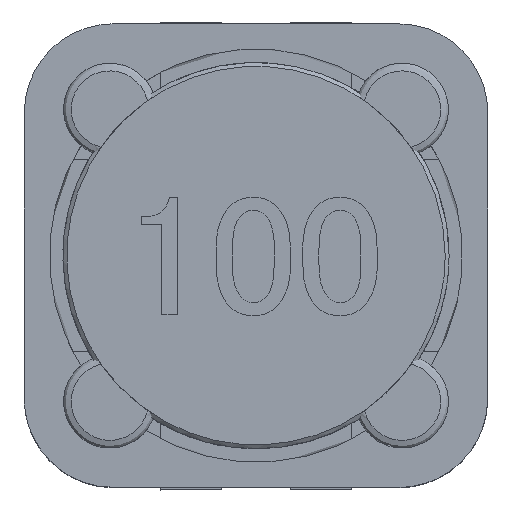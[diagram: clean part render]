
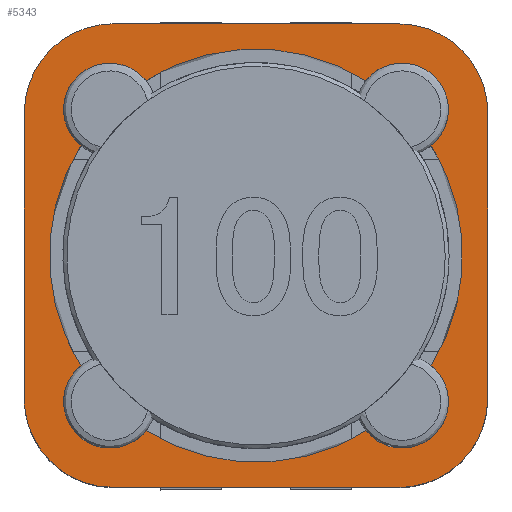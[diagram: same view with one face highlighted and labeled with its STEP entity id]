
A CAD part, top view. The second image highlights one B-rep face of the part: STEP entity #5343.
In plain terms, the highlighted free-form (B-spline) face has degree [1, 1] with [2, 2] control points.
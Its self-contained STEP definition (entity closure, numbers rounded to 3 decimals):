
#3102 = VERTEX_POINT('',#3103);
#3103 = CARTESIAN_POINT('',(-3.7,6.,
    6.));
#3108 = EDGE_CURVE('',#3102,#3109,#3111,.T.);
#3109 = VERTEX_POINT('',#3110);
#3110 = CARTESIAN_POINT('',(3.7,6.,6.
    ));
#3111 = B_SPLINE_CURVE_WITH_KNOTS('',1,(#3112,#3113),.UNSPECIFIED.,.F.,
  .F.,(2,2),(0.,0.718),.PIECEWISE_BEZIER_KNOTS.);
#3112 = CARTESIAN_POINT('',(-3.7,6.,
    6.));
#3113 = CARTESIAN_POINT('',(3.7,6.,6.
    ));
#3201 = VERTEX_POINT('',#3202);
#3202 = CARTESIAN_POINT('',(-4.531,2.845,
    6.));
#3207 = EDGE_CURVE('',#3208,#3201,#3210,.T.);
#3208 = VERTEX_POINT('',#3209);
#3209 = CARTESIAN_POINT('',(-2.845,4.531,
    6.));
#3210 = ( BOUNDED_CURVE() B_SPLINE_CURVE(2,(#3211,#3212,#3213,#3214,
#3215),.UNSPECIFIED.,.F.,.F.) B_SPLINE_CURVE_WITH_KNOTS((3,2,3),(0.,0.5,
1.),.PIECEWISE_BEZIER_KNOTS.) CURVE() GEOMETRIC_REPRESENTATION_ITEM() 
RATIONAL_B_SPLINE_CURVE((1.,0.666,1.,0.666,1.)) 
REPRESENTATION_ITEM('') );
#3211 = CARTESIAN_POINT('',(-2.845,4.531,6.
    ));
#3212 = CARTESIAN_POINT('',(-3.682,5.581,
    6.));
#3213 = CARTESIAN_POINT('',(-4.632,4.632,6.
    ));
#3214 = CARTESIAN_POINT('',(-5.581,3.682,
    6.));
#3215 = CARTESIAN_POINT('',(-4.531,2.845,
    6.));
#3385 = VERTEX_POINT('',#3386);
#3386 = CARTESIAN_POINT('',(-6.,-3.7,6.));
#3391 = EDGE_CURVE('',#3385,#3392,#3394,.T.);
#3392 = VERTEX_POINT('',#3393);
#3393 = CARTESIAN_POINT('',(-6.,3.7,6.));
#3394 = B_SPLINE_CURVE_WITH_KNOTS('',1,(#3395,#3396),.UNSPECIFIED.,.F.,
  .F.,(2,2),(0.,1.),.PIECEWISE_BEZIER_KNOTS.);
#3395 = CARTESIAN_POINT('',(-6.,-3.7,6.));
#3396 = CARTESIAN_POINT('',(-6.,3.7,6.));
#3775 = EDGE_CURVE('',#3776,#3208,#3778,.T.);
#3776 = VERTEX_POINT('',#3777);
#3777 = CARTESIAN_POINT('',(2.845,4.531,6.
    ));
#3778 = ( BOUNDED_CURVE() B_SPLINE_CURVE(2,(#3779,#3780,#3781),
.UNSPECIFIED.,.F.,.F.) B_SPLINE_CURVE_WITH_KNOTS((3,3),(0.,1.),
.PIECEWISE_BEZIER_KNOTS.) CURVE() GEOMETRIC_REPRESENTATION_ITEM() 
RATIONAL_B_SPLINE_CURVE((1.,0.847,1.)) REPRESENTATION_ITEM('') 
  );
#3779 = CARTESIAN_POINT('',(2.845,4.531,6.)
  );
#3780 = CARTESIAN_POINT('',(0.,6.317,
    6.));
#3781 = CARTESIAN_POINT('',(-2.845,4.531,6.
    ));
#3820 = VERTEX_POINT('',#3821);
#3821 = CARTESIAN_POINT('',(-4.531,-2.845,
    6.));
#3826 = EDGE_CURVE('',#3201,#3820,#3827,.T.);
#3827 = ( BOUNDED_CURVE() B_SPLINE_CURVE(2,(#3828,#3829,#3830),
.UNSPECIFIED.,.F.,.F.) B_SPLINE_CURVE_WITH_KNOTS((3,3),(0.,1.),
.PIECEWISE_BEZIER_KNOTS.) CURVE() GEOMETRIC_REPRESENTATION_ITEM() 
RATIONAL_B_SPLINE_CURVE((1.,0.847,1.)) REPRESENTATION_ITEM('') 
  );
#3828 = CARTESIAN_POINT('',(-4.531,2.845,
    6.));
#3829 = CARTESIAN_POINT('',(-6.317,0.,
    6.));
#3830 = CARTESIAN_POINT('',(-4.531,-2.845,
    6.));
#4117 = VERTEX_POINT('',#4118);
#4118 = CARTESIAN_POINT('',(6.,3.7,6.));
#4123 = EDGE_CURVE('',#4117,#4124,#4126,.T.);
#4124 = VERTEX_POINT('',#4125);
#4125 = CARTESIAN_POINT('',(6.,-3.7,6.));
#4126 = B_SPLINE_CURVE_WITH_KNOTS('',1,(#4127,#4128),.UNSPECIFIED.,.F.,
  .F.,(2,2),(0.,0.718),.PIECEWISE_BEZIER_KNOTS.);
#4127 = CARTESIAN_POINT('',(6.,3.7,6.));
#4128 = CARTESIAN_POINT('',(6.,-3.7,6.));
#4212 = EDGE_CURVE('',#4213,#3776,#4215,.T.);
#4213 = VERTEX_POINT('',#4214);
#4214 = CARTESIAN_POINT('',(4.531,2.845,6.
    ));
#4215 = ( BOUNDED_CURVE() B_SPLINE_CURVE(2,(#4216,#4217,#4218,#4219,
#4220),.UNSPECIFIED.,.F.,.F.) B_SPLINE_CURVE_WITH_KNOTS((3,2,3),(0.,0.5,
1.),.PIECEWISE_BEZIER_KNOTS.) CURVE() GEOMETRIC_REPRESENTATION_ITEM() 
RATIONAL_B_SPLINE_CURVE((1.,0.666,1.,0.666,1.)) 
REPRESENTATION_ITEM('') );
#4216 = CARTESIAN_POINT('',(4.531,2.845,6.
    ));
#4217 = CARTESIAN_POINT('',(5.581,3.682,6.
    ));
#4218 = CARTESIAN_POINT('',(4.632,4.632,6.)
  );
#4219 = CARTESIAN_POINT('',(3.682,5.581,6.
    ));
#4220 = CARTESIAN_POINT('',(2.845,4.531,6.)
  );
#4371 = VERTEX_POINT('',#4372);
#4372 = CARTESIAN_POINT('',(3.7,-6.,6.));
#4377 = EDGE_CURVE('',#4371,#4378,#4380,.T.);
#4378 = VERTEX_POINT('',#4379);
#4379 = CARTESIAN_POINT('',(-3.7,-6.,
    6.));
#4380 = B_SPLINE_CURVE_WITH_KNOTS('',1,(#4381,#4382),.UNSPECIFIED.,.F.,
  .F.,(2,2),(0.,0.718),.PIECEWISE_BEZIER_KNOTS.);
#4381 = CARTESIAN_POINT('',(3.7,-6.,
    6.));
#4382 = CARTESIAN_POINT('',(-3.7,-6.,
    6.));
#4406 = EDGE_CURVE('',#4407,#4213,#4409,.T.);
#4407 = VERTEX_POINT('',#4408);
#4408 = CARTESIAN_POINT('',(4.531,-2.845,
    6.));
#4409 = ( BOUNDED_CURVE() B_SPLINE_CURVE(2,(#4410,#4411,#4412),
.UNSPECIFIED.,.F.,.F.) B_SPLINE_CURVE_WITH_KNOTS((3,3),(0.,1.),
.PIECEWISE_BEZIER_KNOTS.) CURVE() GEOMETRIC_REPRESENTATION_ITEM() 
RATIONAL_B_SPLINE_CURVE((1.,0.847,1.)) REPRESENTATION_ITEM('') 
  );
#4410 = CARTESIAN_POINT('',(4.531,-2.845,
    6.));
#4411 = CARTESIAN_POINT('',(6.317,0.,
    6.));
#4412 = CARTESIAN_POINT('',(4.531,2.845,6.
    ));
#4468 = EDGE_CURVE('',#4469,#4407,#4471,.T.);
#4469 = VERTEX_POINT('',#4470);
#4470 = CARTESIAN_POINT('',(2.845,-4.531,
    6.));
#4471 = ( BOUNDED_CURVE() B_SPLINE_CURVE(2,(#4472,#4473,#4474,#4475,
#4476),.UNSPECIFIED.,.F.,.F.) B_SPLINE_CURVE_WITH_KNOTS((3,2,3),(0.,0.5,
1.),.PIECEWISE_BEZIER_KNOTS.) CURVE() GEOMETRIC_REPRESENTATION_ITEM() 
RATIONAL_B_SPLINE_CURVE((1.,0.666,1.,0.666,1.)) 
REPRESENTATION_ITEM('') );
#4472 = CARTESIAN_POINT('',(2.845,-4.531,
    6.));
#4473 = CARTESIAN_POINT('',(3.682,-5.581,
    6.));
#4474 = CARTESIAN_POINT('',(4.632,-4.632,
    6.));
#4475 = CARTESIAN_POINT('',(5.581,-3.682,
    6.));
#4476 = CARTESIAN_POINT('',(4.531,-2.845,
    6.));
#4572 = EDGE_CURVE('',#4573,#4469,#4575,.T.);
#4573 = VERTEX_POINT('',#4574);
#4574 = CARTESIAN_POINT('',(-2.845,-4.531,
    6.));
#4575 = ( BOUNDED_CURVE() B_SPLINE_CURVE(2,(#4576,#4577,#4578),
.UNSPECIFIED.,.F.,.F.) B_SPLINE_CURVE_WITH_KNOTS((3,3),(0.,1.),
.PIECEWISE_BEZIER_KNOTS.) CURVE() GEOMETRIC_REPRESENTATION_ITEM() 
RATIONAL_B_SPLINE_CURVE((1.,0.847,1.)) REPRESENTATION_ITEM('') 
  );
#4576 = CARTESIAN_POINT('',(-2.845,-4.531,
    6.));
#4577 = CARTESIAN_POINT('',(0.,-6.317,
    6.));
#4578 = CARTESIAN_POINT('',(2.845,-4.531,
    6.));
#4634 = EDGE_CURVE('',#3820,#4573,#4635,.T.);
#4635 = ( BOUNDED_CURVE() B_SPLINE_CURVE(2,(#4636,#4637,#4638,#4639,
#4640),.UNSPECIFIED.,.F.,.F.) B_SPLINE_CURVE_WITH_KNOTS((3,2,3),(0.,0.5,
1.),.PIECEWISE_BEZIER_KNOTS.) CURVE() GEOMETRIC_REPRESENTATION_ITEM() 
RATIONAL_B_SPLINE_CURVE((1.,0.666,1.,0.666,1.)) 
REPRESENTATION_ITEM('') );
#4636 = CARTESIAN_POINT('',(-4.531,-2.845,
    6.));
#4637 = CARTESIAN_POINT('',(-5.581,-3.682,
    6.));
#4638 = CARTESIAN_POINT('',(-4.632,-4.632,
    6.));
#4639 = CARTESIAN_POINT('',(-3.682,-5.581,
    6.));
#4640 = CARTESIAN_POINT('',(-2.845,-4.531,
    6.));
#5328 = EDGE_CURVE('',#3392,#3102,#5329,.T.);
#5329 = ( BOUNDED_CURVE() B_SPLINE_CURVE(2,(#5330,#5331,#5332),
.UNSPECIFIED.,.F.,.F.) B_SPLINE_CURVE_WITH_KNOTS((3,3),(0.,1.),
.PIECEWISE_BEZIER_KNOTS.) CURVE() GEOMETRIC_REPRESENTATION_ITEM() 
RATIONAL_B_SPLINE_CURVE((1.,0.707,1.)) REPRESENTATION_ITEM('') 
  );
#5330 = CARTESIAN_POINT('',(-6.,3.7,6.));
#5331 = CARTESIAN_POINT('',(-6.,6.,6.));
#5332 = CARTESIAN_POINT('',(-3.7,6.,6.));
#5343 = ADVANCED_FACE('',(#5344,#5369),#5379,.F.);
#5344 = FACE_BOUND('',#5345,.F.);
#5345 = EDGE_LOOP('',(#5346,#5347,#5353,#5354,#5360,#5361,#5367,#5368));
#5346 = ORIENTED_EDGE('',*,*,#3108,.T.);
#5347 = ORIENTED_EDGE('',*,*,#5348,.T.);
#5348 = EDGE_CURVE('',#3109,#4117,#5349,.T.);
#5349 = ( BOUNDED_CURVE() B_SPLINE_CURVE(2,(#5350,#5351,#5352),
.UNSPECIFIED.,.F.,.F.) B_SPLINE_CURVE_WITH_KNOTS((3,3),(0.,1.),
.PIECEWISE_BEZIER_KNOTS.) CURVE() GEOMETRIC_REPRESENTATION_ITEM() 
RATIONAL_B_SPLINE_CURVE((1.,0.707,1.)) REPRESENTATION_ITEM('') 
  );
#5350 = CARTESIAN_POINT('',(3.7,6.,6.));
#5351 = CARTESIAN_POINT('',(6.,6.,6.));
#5352 = CARTESIAN_POINT('',(6.,3.7,6.));
#5353 = ORIENTED_EDGE('',*,*,#4123,.T.);
#5354 = ORIENTED_EDGE('',*,*,#5355,.T.);
#5355 = EDGE_CURVE('',#4124,#4371,#5356,.T.);
#5356 = ( BOUNDED_CURVE() B_SPLINE_CURVE(2,(#5357,#5358,#5359),
.UNSPECIFIED.,.F.,.F.) B_SPLINE_CURVE_WITH_KNOTS((3,3),(0.,1.),
.PIECEWISE_BEZIER_KNOTS.) CURVE() GEOMETRIC_REPRESENTATION_ITEM() 
RATIONAL_B_SPLINE_CURVE((1.,0.707,1.)) REPRESENTATION_ITEM('') 
  );
#5357 = CARTESIAN_POINT('',(6.,-3.7,6.));
#5358 = CARTESIAN_POINT('',(6.,-6.,6.));
#5359 = CARTESIAN_POINT('',(3.7,-6.,6.));
#5360 = ORIENTED_EDGE('',*,*,#4377,.T.);
#5361 = ORIENTED_EDGE('',*,*,#5362,.T.);
#5362 = EDGE_CURVE('',#4378,#3385,#5363,.T.);
#5363 = ( BOUNDED_CURVE() B_SPLINE_CURVE(2,(#5364,#5365,#5366),
.UNSPECIFIED.,.F.,.F.) B_SPLINE_CURVE_WITH_KNOTS((3,3),(0.,1.),
.PIECEWISE_BEZIER_KNOTS.) CURVE() GEOMETRIC_REPRESENTATION_ITEM() 
RATIONAL_B_SPLINE_CURVE((1.,0.707,1.)) REPRESENTATION_ITEM('') 
  );
#5364 = CARTESIAN_POINT('',(-3.7,-6.,6.));
#5365 = CARTESIAN_POINT('',(-6.,-6.,6.));
#5366 = CARTESIAN_POINT('',(-6.,-3.7,6.));
#5367 = ORIENTED_EDGE('',*,*,#3391,.T.);
#5368 = ORIENTED_EDGE('',*,*,#5328,.T.);
#5369 = FACE_BOUND('',#5370,.F.);
#5370 = EDGE_LOOP('',(#5371,#5372,#5373,#5374,#5375,#5376,#5377,#5378));
#5371 = ORIENTED_EDGE('',*,*,#4634,.T.);
#5372 = ORIENTED_EDGE('',*,*,#4572,.T.);
#5373 = ORIENTED_EDGE('',*,*,#4468,.T.);
#5374 = ORIENTED_EDGE('',*,*,#4406,.T.);
#5375 = ORIENTED_EDGE('',*,*,#4212,.T.);
#5376 = ORIENTED_EDGE('',*,*,#3775,.T.);
#5377 = ORIENTED_EDGE('',*,*,#3207,.T.);
#5378 = ORIENTED_EDGE('',*,*,#3826,.T.);
#5379 = B_SPLINE_SURFACE_WITH_KNOTS('',1,1,(
    (#5380,#5381)
    ,(#5382,#5383
    )),.UNSPECIFIED.,.F.,.F.,.F.,(2,2),(2,2),(0.,1.),(0.,1.),
  .PIECEWISE_BEZIER_KNOTS.);
#5380 = CARTESIAN_POINT('',(-6.6,6.6,6.));
#5381 = CARTESIAN_POINT('',(-6.6,-6.6,6.));
#5382 = CARTESIAN_POINT('',(6.6,6.6,6.));
#5383 = CARTESIAN_POINT('',(6.6,-6.6,6.));
